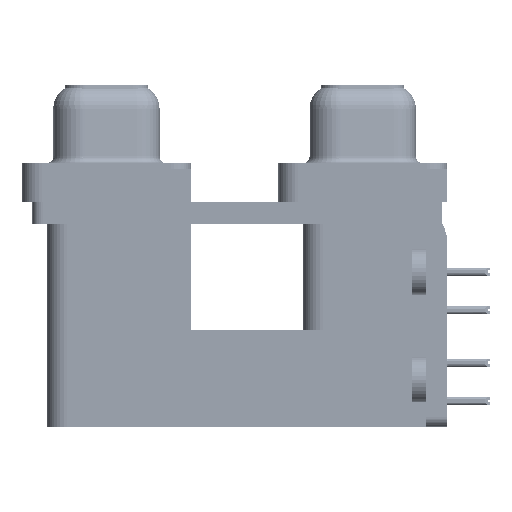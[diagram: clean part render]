
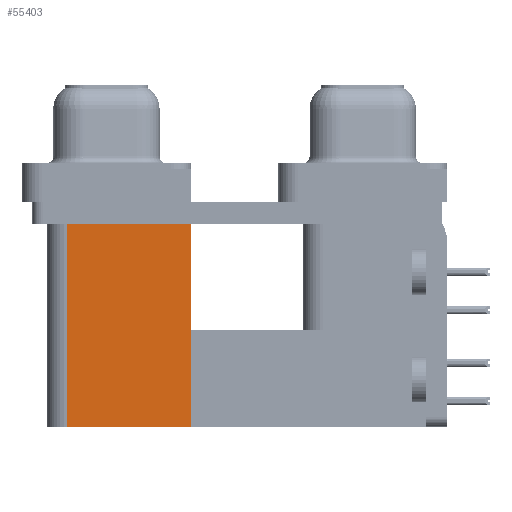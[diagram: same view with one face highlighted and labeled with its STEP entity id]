
A CAD part, left-side view. The second image highlights one B-rep face of the part: STEP entity #55403.
In plain terms, the highlighted planar face has unit normal (-1, 0, 0).
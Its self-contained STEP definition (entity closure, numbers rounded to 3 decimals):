
#1153 = VECTOR ( 'NONE', #19916, 1000. ) ;
#1321 = ORIENTED_EDGE ( 'NONE', *, *, #20059, .F. ) ;
#3321 = LINE ( 'NONE', #17642, #24030 ) ;
#4072 = VERTEX_POINT ( 'NONE', #42647 ) ;
#7452 = PLANE ( 'NONE',  #24600 ) ;
#8427 = ORIENTED_EDGE ( 'NONE', *, *, #38536, .T. ) ;
#12531 = CARTESIAN_POINT ( 'NONE',  ( 3.7, 12.775, -19.2 ) ) ;
#12615 = EDGE_CURVE ( 'NONE', #16024, #4072, #14080, .T. ) ;
#12866 = DIRECTION ( 'NONE',  ( 0., 1., 0. ) ) ;
#13007 = DIRECTION ( 'NONE',  ( 0., 0., 1. ) ) ;
#14080 = LINE ( 'NONE', #58601, #37642 ) ;
#16024 = VERTEX_POINT ( 'NONE', #39216 ) ;
#17642 = CARTESIAN_POINT ( 'NONE',  ( 3.7, 12.775, -2.5 ) ) ;
#17939 = DIRECTION ( 'NONE',  ( 1., 0., 0. ) ) ;
#18709 = VECTOR ( 'NONE', #13007, 1000. ) ;
#19916 = DIRECTION ( 'NONE',  ( 0., 1., 0. ) ) ;
#20059 = EDGE_CURVE ( 'NONE', #16024, #45402, #54246, .T. ) ;
#20856 = CARTESIAN_POINT ( 'NONE',  ( 3.7, 12.775, -19.2 ) ) ;
#21819 = ORIENTED_EDGE ( 'NONE', *, *, #57598, .F. ) ;
#24030 = VECTOR ( 'NONE', #12866, 1000. ) ;
#24600 = AXIS2_PLACEMENT_3D ( 'NONE', #12531, #17939, #56094 ) ;
#28658 = CARTESIAN_POINT ( 'NONE',  ( 3.7, 21.975, -19.2 ) ) ;
#34407 = DIRECTION ( 'NONE',  ( 0., 0., 1. ) ) ;
#34518 = VERTEX_POINT ( 'NONE', #46086 ) ;
#35434 = FACE_OUTER_BOUND ( 'NONE', #45055, .T. ) ;
#36008 = ORIENTED_EDGE ( 'NONE', *, *, #12615, .T. ) ;
#37642 = VECTOR ( 'NONE', #34407, 1000. ) ;
#38536 = EDGE_CURVE ( 'NONE', #4072, #34518, #3321, .T. ) ;
#39216 = CARTESIAN_POINT ( 'NONE',  ( 3.7, 12.775, -19.2 ) ) ;
#41929 = CARTESIAN_POINT ( 'NONE',  ( 3.7, 21.975, -19.2 ) ) ;
#42647 = CARTESIAN_POINT ( 'NONE',  ( 3.7, 12.775, -2.5 ) ) ;
#45055 = EDGE_LOOP ( 'NONE', ( #8427, #21819, #1321, #36008 ) ) ;
#45402 = VERTEX_POINT ( 'NONE', #28658 ) ;
#46086 = CARTESIAN_POINT ( 'NONE',  ( 3.7, 21.975, -2.5 ) ) ;
#54246 = LINE ( 'NONE', #20856, #1153 ) ;
#55403 = ADVANCED_FACE ( 'NONE', ( #35434 ), #7452, .F. ) ;
#55637 = LINE ( 'NONE', #41929, #18709 ) ;
#56094 = DIRECTION ( 'NONE',  ( 0., 1., 0. ) ) ;
#57598 = EDGE_CURVE ( 'NONE', #45402, #34518, #55637, .T. ) ;
#58601 = CARTESIAN_POINT ( 'NONE',  ( 3.7, 12.775, -19.2 ) ) ;
